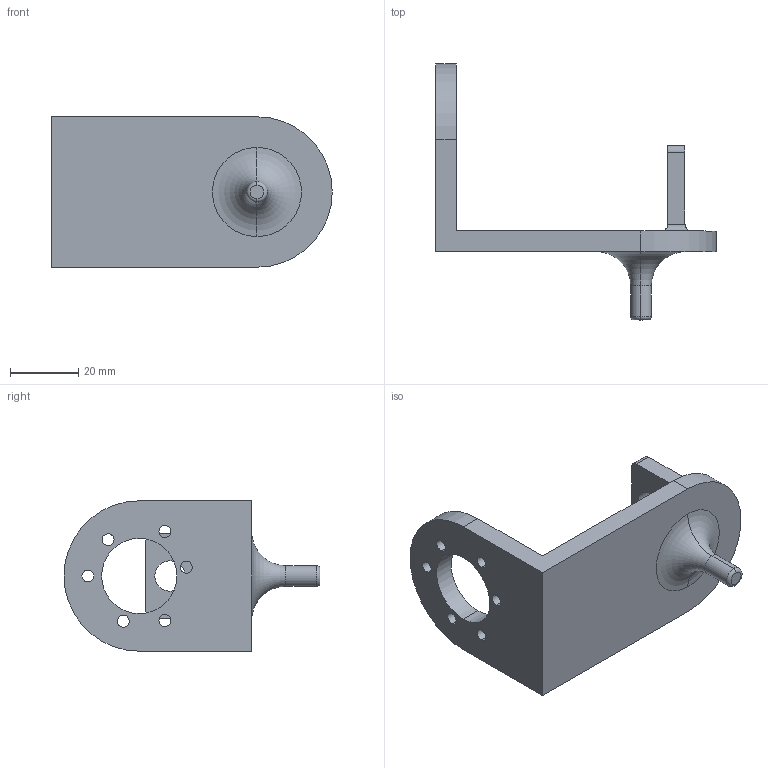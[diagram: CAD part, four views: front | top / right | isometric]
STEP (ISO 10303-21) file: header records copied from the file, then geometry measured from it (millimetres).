
FILE_DESCRIPTION (( 'STEP AP203' ), '1' );
FILE_NAME ('arm_v2_Default_sldprt.STEP', '2025-12-21T13:26:03', ( '' ), ( '' ), 'SwSTEP 2.0', 'SolidWorks 2024', '' );
FILE_SCHEMA (( 'CONFIG_CONTROL_DESIGN' ));
Length unit declared in the file: millimetre
Products named in the file (1): arm_v2_Default_sldprt
Bounding box: 82 x 74.85 x 44 mm (x, y, z)
Volume: 33568.4 mm3; surface area: 14279.4 mm2
Topology: 1 solids, 1 shells, 42 faces, 106 edges, 68 vertices
Faces by surface type: cylinder 26, plane 12, torus 4
Entity records: 1387 total; most frequent: DIRECTION 240, CARTESIAN_POINT 229, ORIENTED_EDGE 212, EDGE_CURVE 106, AXIS2_PLACEMENT_3D 95, VERTEX_POINT 68, EDGE_LOOP 60, CIRCLE 52
